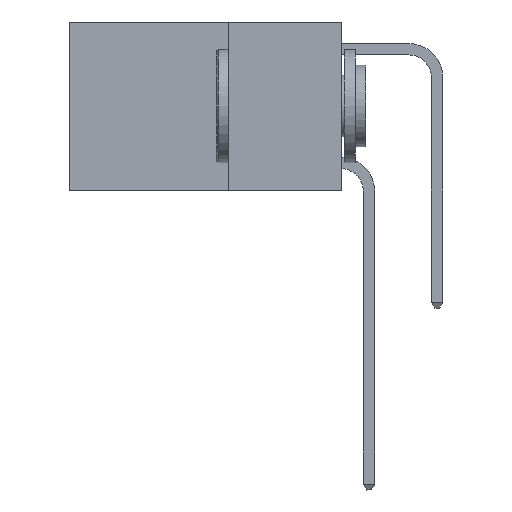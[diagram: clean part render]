
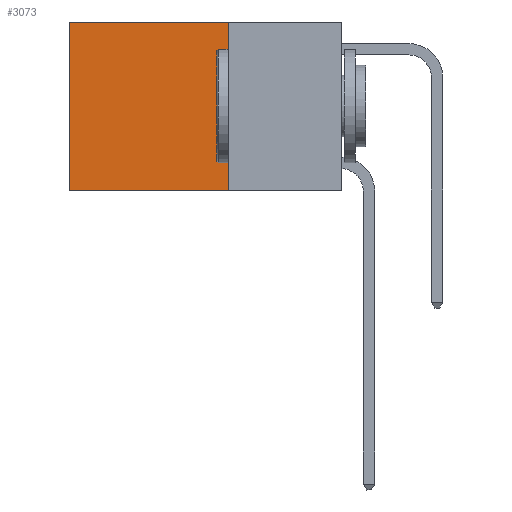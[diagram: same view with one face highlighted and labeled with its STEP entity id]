
A CAD part, left-side view. The second image highlights one B-rep face of the part: STEP entity #3073.
In plain terms, the highlighted planar face has unit normal (-1, 0, 0).
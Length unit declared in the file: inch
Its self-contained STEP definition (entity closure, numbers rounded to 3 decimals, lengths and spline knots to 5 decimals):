
#9 = VERTEX_POINT ( 'NONE', #2018 ) ;
#167 = CARTESIAN_POINT ( 'NONE',  ( 0.2625, 0.25, -0.37 ) ) ;
#1298 = VERTEX_POINT ( 'NONE', #12264 ) ;
#1475 = LINE ( 'NONE', #167, #3799 ) ;
#2018 = CARTESIAN_POINT ( 'NONE',  ( 0.2625, 0.25, -0.37 ) ) ;
#2060 = EDGE_LOOP ( 'NONE', ( #2422, #2513, #3197, #4109 ) ) ;
#2422 = ORIENTED_EDGE ( 'NONE', *, *, #2454, .T. ) ;
#2454 = EDGE_CURVE ( 'NONE', #3101, #10026, #9734, .T. ) ;
#2513 = ORIENTED_EDGE ( 'NONE', *, *, #9280, .F. ) ;
#3073 = ADVANCED_FACE ( 'NONE', ( #7311 ), #11391, .F. ) ;
#3101 = VERTEX_POINT ( 'NONE', #11265 ) ;
#3197 = ORIENTED_EDGE ( 'NONE', *, *, #10966, .F. ) ;
#3228 = CARTESIAN_POINT ( 'NONE',  ( 0.2625, 0.25, 0. ) ) ;
#3799 = VECTOR ( 'NONE', #5165, 39.37008 ) ;
#4109 = ORIENTED_EDGE ( 'NONE', *, *, #4978, .T. ) ;
#4978 = EDGE_CURVE ( 'NONE', #1298, #3101, #8034, .T. ) ;
#5165 = DIRECTION ( 'NONE',  ( 0., 1., 0. ) ) ;
#5261 = DIRECTION ( 'NONE',  ( 0., 1., 0. ) ) ;
#5357 = VECTOR ( 'NONE', #5261, 39.37008 ) ;
#6137 = VECTOR ( 'NONE', #12057, 39.37008 ) ;
#7130 = AXIS2_PLACEMENT_3D ( 'NONE', #11406, #11309, #11294 ) ;
#7171 = VECTOR ( 'NONE', #10595, 39.37008 ) ;
#7311 = FACE_OUTER_BOUND ( 'NONE', #2060, .T. ) ;
#8034 = LINE ( 'NONE', #3228, #5357 ) ;
#9062 = LINE ( 'NONE', #11155, #6137 ) ;
#9280 = EDGE_CURVE ( 'NONE', #9, #10026, #1475, .T. ) ;
#9734 = LINE ( 'NONE', #10423, #7171 ) ;
#10026 = VERTEX_POINT ( 'NONE', #11776 ) ;
#10423 = CARTESIAN_POINT ( 'NONE',  ( 0.2625, 0.6, 0. ) ) ;
#10595 = DIRECTION ( 'NONE',  ( 0., 0., -1. ) ) ;
#10966 = EDGE_CURVE ( 'NONE', #1298, #9, #9062, .T. ) ;
#11155 = CARTESIAN_POINT ( 'NONE',  ( 0.2625, 0.25, 0. ) ) ;
#11265 = CARTESIAN_POINT ( 'NONE',  ( 0.2625, 0.6, 0. ) ) ;
#11294 = DIRECTION ( 'NONE',  ( 0., 0., -1. ) ) ;
#11309 = DIRECTION ( 'NONE',  ( 1., 0., 0. ) ) ;
#11391 = PLANE ( 'NONE',  #7130 ) ;
#11406 = CARTESIAN_POINT ( 'NONE',  ( 0.2625, 0.25, 0. ) ) ;
#11776 = CARTESIAN_POINT ( 'NONE',  ( 0.2625, 0.6, -0.37 ) ) ;
#12057 = DIRECTION ( 'NONE',  ( 0., 0., -1. ) ) ;
#12264 = CARTESIAN_POINT ( 'NONE',  ( 0.2625, 0.25, 0. ) ) ;
